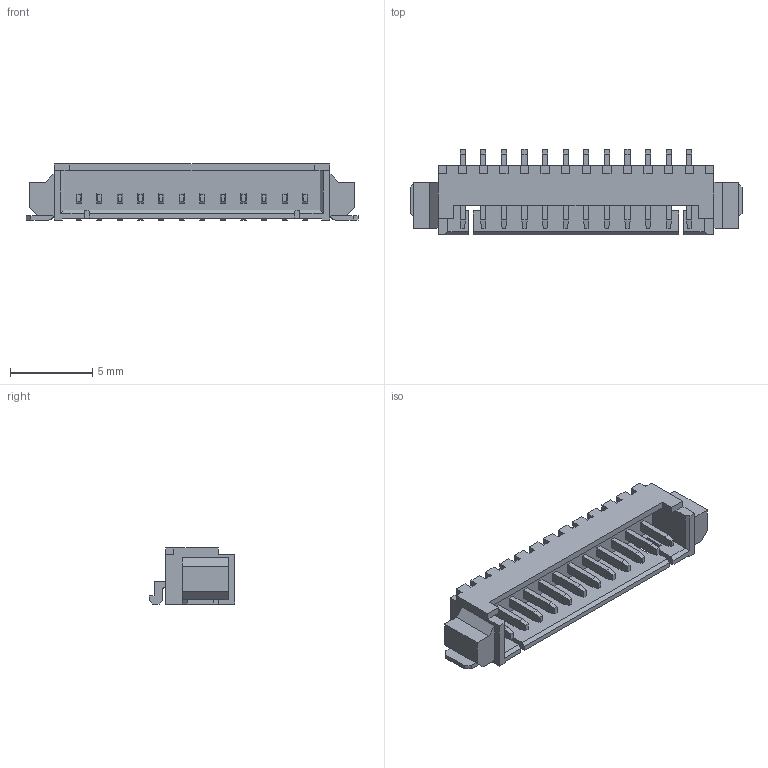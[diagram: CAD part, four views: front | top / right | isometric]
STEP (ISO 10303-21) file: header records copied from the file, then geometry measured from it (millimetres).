
FILE_DESCRIPTION(/* description */ ('model of Molex_PicoBlade_53261-1271_1x12-1MP_P1.25mm_Horizontal'),/* implementation_level */ '2;1');
FILE_NAME(/* name */ 'Molex_PicoBlade_53261-1271_1x12-1MP_P1.25mm_Horizontal.step',/* time_stamp */ '2018-06-18T10:23:53',/* author */ ('Rene Poeschl',''),/* organization */ (''),/* preprocessor_version */ '',/* originating_system */ '',/* authorisation */ '');
FILE_SCHEMA(('AUTOMOTIVE_DESIGN { 1 0 10303 214 1 1 1 1 }'));
Length unit declared in the file: millimetre
Products named in the file (1): Molex_53261_1271
Bounding box: 20.15 x 5.2 x 3.4 mm (x, y, z)
Volume: 133.4 mm3; surface area: 467.9 mm2
Topology: 1 solids, 1 shells, 395 faces, 1047 edges, 680 vertices
Faces by surface type: plane 377, cylinder 18
Entity records: 14727 total; most frequent: CARTESIAN_POINT 2123, ORIENTED_EDGE 2094, DIRECTION 1879, EDGE_CURVE 1047, LINE 1007, VECTOR 1007, VERTEX_POINT 680, AXIS2_PLACEMENT_3D 436
